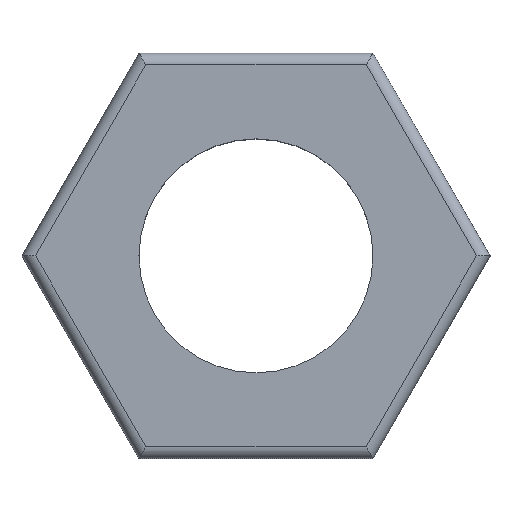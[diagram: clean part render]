
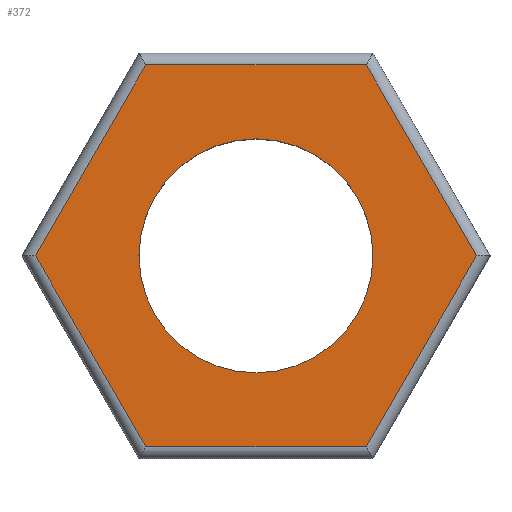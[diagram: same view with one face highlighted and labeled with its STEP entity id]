
A CAD part, top view. The second image highlights one B-rep face of the part: STEP entity #372.
In plain terms, the highlighted planar face has unit normal (0, 0, 1).
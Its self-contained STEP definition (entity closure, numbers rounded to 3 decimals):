
#57=CARTESIAN_POINT('Axis2P3D Location',(0.,0.,25.)) ;
#61=CARTESIAN_POINT('Vertex',(-20.,0.,25.)) ;
#63=CARTESIAN_POINT('Vertex',(20.,0.,25.)) ;
#92=CARTESIAN_POINT('Axis2P3D Location',(0.,0.,25.)) ;
#313=CARTESIAN_POINT('Axis2P3D Location',(0.,0.,25.)) ;
#318=CARTESIAN_POINT('Line Origine',(28.268,16.321,25.)) ;
#322=CARTESIAN_POINT('Vertex',(37.691,0.,25.)) ;
#324=CARTESIAN_POINT('Vertex',(18.845,32.641,25.)) ;
#327=CARTESIAN_POINT('Line Origine',(0.,32.641,25.)) ;
#331=CARTESIAN_POINT('Vertex',(-18.845,32.641,25.)) ;
#334=CARTESIAN_POINT('Line Origine',(-28.268,16.321,25.)) ;
#338=CARTESIAN_POINT('Vertex',(-37.691,0.,25.)) ;
#341=CARTESIAN_POINT('Line Origine',(-28.268,-16.321,25.)) ;
#345=CARTESIAN_POINT('Vertex',(-18.845,-32.641,25.)) ;
#348=CARTESIAN_POINT('Line Origine',(0.,-32.641,25.)) ;
#352=CARTESIAN_POINT('Vertex',(18.845,-32.641,25.)) ;
#355=CARTESIAN_POINT('Line Origine',(28.268,-16.321,25.)) ;
#58=DIRECTION('Axis2P3D Direction',(0.,0.,1.)) ;
#93=DIRECTION('Axis2P3D Direction',(0.,0.,1.)) ;
#314=DIRECTION('Axis2P3D Direction',(0.,0.,1.)) ;
#315=DIRECTION('Axis2P3D XDirection',(1.,0.,0.)) ;
#319=DIRECTION('Vector Direction',(-0.5,0.866,0.)) ;
#328=DIRECTION('Vector Direction',(-1.,0.,0.)) ;
#335=DIRECTION('Vector Direction',(-0.5,-0.866,0.)) ;
#342=DIRECTION('Vector Direction',(0.5,-0.866,0.)) ;
#349=DIRECTION('Vector Direction',(1.,0.,0.)) ;
#356=DIRECTION('Vector Direction',(0.5,0.866,0.)) ;
#59=AXIS2_PLACEMENT_3D('Circle Axis2P3D',#57,#58,$) ;
#94=AXIS2_PLACEMENT_3D('Circle Axis2P3D',#92,#93,$) ;
#316=AXIS2_PLACEMENT_3D('Plane Axis2P3D',#313,#314,#315) ;
#361=ORIENTED_EDGE('',*,*,#326,.T.) ;
#362=ORIENTED_EDGE('',*,*,#333,.T.) ;
#363=ORIENTED_EDGE('',*,*,#340,.T.) ;
#364=ORIENTED_EDGE('',*,*,#347,.T.) ;
#365=ORIENTED_EDGE('',*,*,#354,.T.) ;
#366=ORIENTED_EDGE('',*,*,#359,.T.) ;
#369=ORIENTED_EDGE('',*,*,#65,.F.) ;
#370=ORIENTED_EDGE('',*,*,#96,.F.) ;
#371=FACE_BOUND('',#368,.T.) ;
#320=VECTOR('Line Direction',#319,1.) ;
#329=VECTOR('Line Direction',#328,1.) ;
#336=VECTOR('Line Direction',#335,1.) ;
#343=VECTOR('Line Direction',#342,1.) ;
#350=VECTOR('Line Direction',#349,1.) ;
#357=VECTOR('Line Direction',#356,1.) ;
#372=ADVANCED_FACE('PartBody',(#367,#371),#317,.T.) ;
#60=CIRCLE('generated circle',#59,20.) ;
#95=CIRCLE('generated circle',#94,20.) ;
#65=EDGE_CURVE('',#62,#64,#60,.T.) ;
#96=EDGE_CURVE('',#64,#62,#95,.T.) ;
#326=EDGE_CURVE('',#323,#325,#321,.T.) ;
#333=EDGE_CURVE('',#325,#332,#330,.T.) ;
#340=EDGE_CURVE('',#332,#339,#337,.T.) ;
#347=EDGE_CURVE('',#339,#346,#344,.T.) ;
#354=EDGE_CURVE('',#346,#353,#351,.T.) ;
#359=EDGE_CURVE('',#353,#323,#358,.T.) ;
#360=EDGE_LOOP('',(#361,#362,#363,#364,#365,#366)) ;
#368=EDGE_LOOP('',(#369,#370)) ;
#367=FACE_OUTER_BOUND('',#360,.T.) ;
#321=LINE('Line',#318,#320) ;
#330=LINE('Line',#327,#329) ;
#337=LINE('Line',#334,#336) ;
#344=LINE('Line',#341,#343) ;
#351=LINE('Line',#348,#350) ;
#358=LINE('Line',#355,#357) ;
#317=PLANE('',#316) ;
#62=VERTEX_POINT('',#61) ;
#64=VERTEX_POINT('',#63) ;
#323=VERTEX_POINT('',#322) ;
#325=VERTEX_POINT('',#324) ;
#332=VERTEX_POINT('',#331) ;
#339=VERTEX_POINT('',#338) ;
#346=VERTEX_POINT('',#345) ;
#353=VERTEX_POINT('',#352) ;
